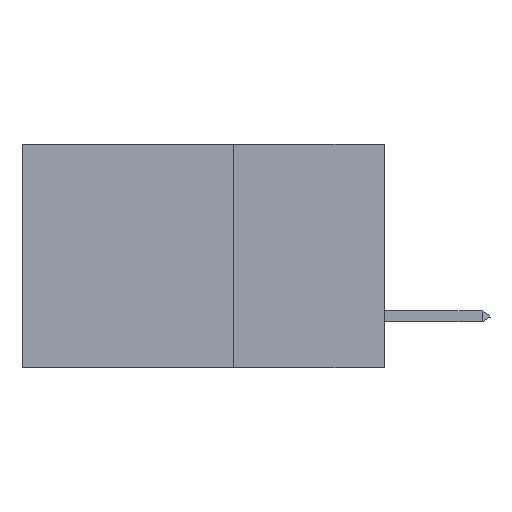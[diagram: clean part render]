
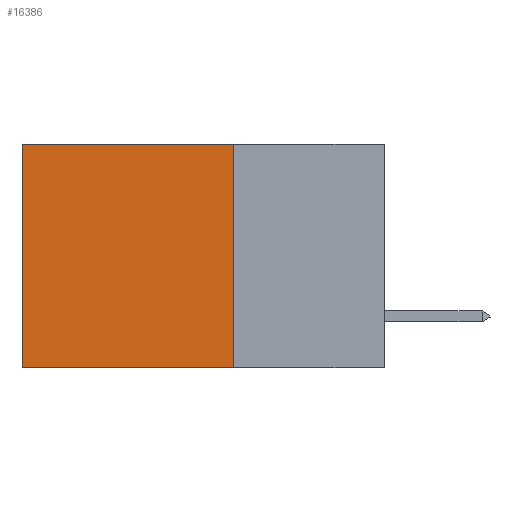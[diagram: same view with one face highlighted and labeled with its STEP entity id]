
A CAD part, left-side view. The second image highlights one B-rep face of the part: STEP entity #16386.
In plain terms, the highlighted planar face has unit normal (-1, 0, 0).
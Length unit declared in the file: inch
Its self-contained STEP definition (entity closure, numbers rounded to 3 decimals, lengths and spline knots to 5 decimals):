
#1394 = AXIS2_PLACEMENT_3D ( 'NONE', #33643, #36941, #16356 ) ;
#3822 = EDGE_CURVE ( 'NONE', #40060, #27076, #27974, .T. ) ;
#8474 = DIRECTION ( 'NONE',  ( 0., 1., 0. ) ) ;
#12285 = LINE ( 'NONE', #41417, #37071 ) ;
#13009 = VERTEX_POINT ( 'NONE', #26551 ) ;
#16356 = DIRECTION ( 'NONE',  ( 0., 0., -1. ) ) ;
#16386 = ADVANCED_FACE ( 'NONE', ( #24289 ), #30017, .F. ) ;
#16738 = CARTESIAN_POINT ( 'NONE',  ( 0.2875, 0.25, 0. ) ) ;
#21977 = EDGE_LOOP ( 'NONE', ( #22655, #26473, #35836, #40597 ) ) ;
#22064 = VECTOR ( 'NONE', #22947, 39.37008 ) ;
#22655 = ORIENTED_EDGE ( 'NONE', *, *, #44510, .T. ) ;
#22947 = DIRECTION ( 'NONE',  ( 0., 0., -1. ) ) ;
#24289 = FACE_OUTER_BOUND ( 'NONE', #21977, .T. ) ;
#25637 = CARTESIAN_POINT ( 'NONE',  ( 0.2875, 0.25, 0. ) ) ;
#26018 = VERTEX_POINT ( 'NONE', #28166 ) ;
#26473 = ORIENTED_EDGE ( 'NONE', *, *, #41227, .F. ) ;
#26551 = CARTESIAN_POINT ( 'NONE',  ( 0.2875, 0.6, 0. ) ) ;
#26865 = CARTESIAN_POINT ( 'NONE',  ( 0.2875, 0.6, 0. ) ) ;
#27076 = VERTEX_POINT ( 'NONE', #42493 ) ;
#27368 = LINE ( 'NONE', #26865, #27907 ) ;
#27907 = VECTOR ( 'NONE', #36951, 39.37008 ) ;
#27974 = LINE ( 'NONE', #43713, #22064 ) ;
#28166 = CARTESIAN_POINT ( 'NONE',  ( 0.2875, 0.6, -0.37 ) ) ;
#28393 = VECTOR ( 'NONE', #8474, 39.37008 ) ;
#30017 = PLANE ( 'NONE',  #1394 ) ;
#33319 = LINE ( 'NONE', #25637, #28393 ) ;
#33643 = CARTESIAN_POINT ( 'NONE',  ( 0.2875, 0.25, 0. ) ) ;
#35536 = DIRECTION ( 'NONE',  ( 0., 1., 0. ) ) ;
#35836 = ORIENTED_EDGE ( 'NONE', *, *, #3822, .F. ) ;
#36941 = DIRECTION ( 'NONE',  ( 1., 0., 0. ) ) ;
#36951 = DIRECTION ( 'NONE',  ( 0., 0., -1. ) ) ;
#37071 = VECTOR ( 'NONE', #35536, 39.37008 ) ;
#40060 = VERTEX_POINT ( 'NONE', #16738 ) ;
#40597 = ORIENTED_EDGE ( 'NONE', *, *, #44381, .T. ) ;
#41227 = EDGE_CURVE ( 'NONE', #27076, #26018, #12285, .T. ) ;
#41417 = CARTESIAN_POINT ( 'NONE',  ( 0.2875, 0.25, -0.37 ) ) ;
#42493 = CARTESIAN_POINT ( 'NONE',  ( 0.2875, 0.25, -0.37 ) ) ;
#43713 = CARTESIAN_POINT ( 'NONE',  ( 0.2875, 0.25, 0. ) ) ;
#44381 = EDGE_CURVE ( 'NONE', #40060, #13009, #33319, .T. ) ;
#44510 = EDGE_CURVE ( 'NONE', #13009, #26018, #27368, .T. ) ;
